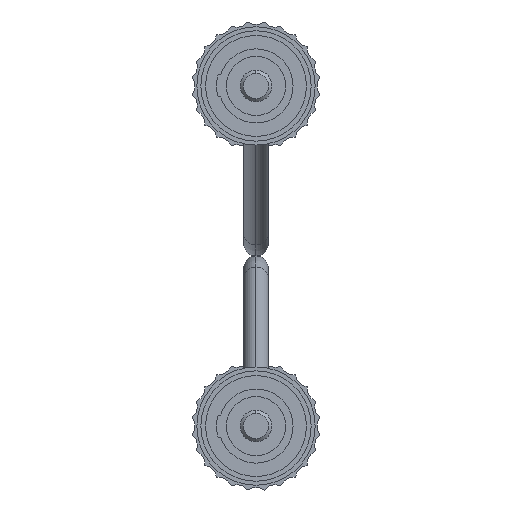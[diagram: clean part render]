
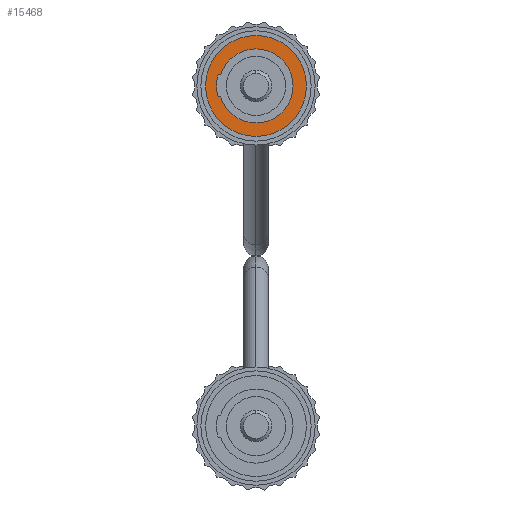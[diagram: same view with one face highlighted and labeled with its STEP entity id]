
A CAD part, left-side view. The second image highlights one B-rep face of the part: STEP entity #15468.
In plain terms, the highlighted face is planar.
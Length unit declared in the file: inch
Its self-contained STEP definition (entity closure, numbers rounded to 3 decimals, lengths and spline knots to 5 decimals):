
#263 = EDGE_CURVE ( 'NONE', #15213, #13134, #1509, .T. ) ;
#271 = DIRECTION ( 'NONE',  ( 0., 1., 0. ) ) ;
#430 = DIRECTION ( 'NONE',  ( -1., 0., 0. ) ) ;
#610 = CARTESIAN_POINT ( 'NONE',  ( 0., 0.185, 0.1175 ) ) ;
#814 = VERTEX_POINT ( 'NONE', #10634 ) ;
#1154 = VERTEX_POINT ( 'NONE', #610 ) ;
#1354 = DIRECTION ( 'NONE',  ( 0., 0., 1. ) ) ;
#1509 = LINE ( 'NONE', #5267, #3999 ) ;
#1672 = DIRECTION ( 'NONE',  ( 0., 0., 1. ) ) ;
#1872 = CARTESIAN_POINT ( 'NONE',  ( 0., 0.185, 0. ) ) ;
#2216 = PLANE ( 'NONE',  #6404 ) ;
#2756 = CARTESIAN_POINT ( 'NONE',  ( 0., 0.185, 0. ) ) ;
#2949 = DIRECTION ( 'NONE',  ( 0., 1., 0. ) ) ;
#2961 = ORIENTED_EDGE ( 'NONE', *, *, #263, .F. ) ;
#3048 = CIRCLE ( 'NONE', #11046, 0.125 ) ;
#3258 = DIRECTION ( 'NONE',  ( 1., 0., 0. ) ) ;
#3265 = ORIENTED_EDGE ( 'NONE', *, *, #16394, .F. ) ;
#3815 = DIRECTION ( 'NONE',  ( 0., 0., 1. ) ) ;
#3999 = VECTOR ( 'NONE', #430, 39.37008 ) ;
#4446 = VECTOR ( 'NONE', #3258, 39.37008 ) ;
#4520 = CARTESIAN_POINT ( 'NONE',  ( -0.11217, 0.185, 0.035 ) ) ;
#4734 = FACE_BOUND ( 'NONE', #6759, .T. ) ;
#4910 = VERTEX_POINT ( 'NONE', #7417 ) ;
#4963 = CIRCLE ( 'NONE', #12662, 0.16 ) ;
#5267 = CARTESIAN_POINT ( 'NONE',  ( -0.11217, 0.185, -0.035 ) ) ;
#5286 = CIRCLE ( 'NONE', #11398, 0.1175 ) ;
#5371 = DIRECTION ( 'NONE',  ( 0., 1., 0. ) ) ;
#6049 = FACE_OUTER_BOUND ( 'NONE', #12681, .T. ) ;
#6098 = ORIENTED_EDGE ( 'NONE', *, *, #15855, .F. ) ;
#6404 = AXIS2_PLACEMENT_3D ( 'NONE', #6529, #2949, #1354 ) ;
#6468 = DIRECTION ( 'NONE',  ( 0., 1., 0. ) ) ;
#6529 = CARTESIAN_POINT ( 'NONE',  ( 0., 0.185, 0. ) ) ;
#6759 = EDGE_LOOP ( 'NONE', ( #2961, #6098, #3265, #8780, #7921, #16527 ) ) ;
#6964 = DIRECTION ( 'NONE',  ( 0., 0., 1. ) ) ;
#7258 = VERTEX_POINT ( 'NONE', #15205 ) ;
#7417 = CARTESIAN_POINT ( 'NONE',  ( -0.11217, 0.185, 0.035 ) ) ;
#7617 = CARTESIAN_POINT ( 'NONE',  ( -0.12, 0.185, -0.035 ) ) ;
#7730 = EDGE_CURVE ( 'NONE', #13134, #8540, #3048, .T. ) ;
#7921 = ORIENTED_EDGE ( 'NONE', *, *, #11142, .F. ) ;
#8116 = CARTESIAN_POINT ( 'NONE',  ( 0., 0.185, 0. ) ) ;
#8502 = EDGE_CURVE ( 'NONE', #4910, #1154, #15071, .T. ) ;
#8540 = VERTEX_POINT ( 'NONE', #15134 ) ;
#8572 = VERTEX_POINT ( 'NONE', #13564 ) ;
#8780 = ORIENTED_EDGE ( 'NONE', *, *, #8502, .F. ) ;
#9045 = DIRECTION ( 'NONE',  ( 0., 1., 0. ) ) ;
#9205 = DIRECTION ( 'NONE',  ( 0., 0., 1. ) ) ;
#9283 = CARTESIAN_POINT ( 'NONE',  ( 0., 0.185, 0. ) ) ;
#9410 = LINE ( 'NONE', #4520, #4446 ) ;
#10103 = AXIS2_PLACEMENT_3D ( 'NONE', #2756, #271, #10434 ) ;
#10313 = CARTESIAN_POINT ( 'NONE',  ( 0., 0.185, 0. ) ) ;
#10434 = DIRECTION ( 'NONE',  ( 0., 0., 1. ) ) ;
#10550 = CARTESIAN_POINT ( 'NONE',  ( -0.11217, 0.185, -0.035 ) ) ;
#10634 = CARTESIAN_POINT ( 'NONE',  ( 0., 0.185, -0.16 ) ) ;
#10751 = EDGE_CURVE ( 'NONE', #8572, #814, #11331, .T. ) ;
#11044 = DIRECTION ( 'NONE',  ( 0., 1., 0. ) ) ;
#11046 = AXIS2_PLACEMENT_3D ( 'NONE', #13057, #9045, #12719 ) ;
#11142 = EDGE_CURVE ( 'NONE', #8540, #4910, #9410, .T. ) ;
#11331 = CIRCLE ( 'NONE', #14824, 0.16 ) ;
#11398 = AXIS2_PLACEMENT_3D ( 'NONE', #1872, #11044, #6964 ) ;
#11696 = CIRCLE ( 'NONE', #10103, 0.1175 ) ;
#11881 = EDGE_CURVE ( 'NONE', #814, #8572, #4963, .T. ) ;
#12662 = AXIS2_PLACEMENT_3D ( 'NONE', #10313, #6468, #3815 ) ;
#12681 = EDGE_LOOP ( 'NONE', ( #13921, #13391 ) ) ;
#12719 = DIRECTION ( 'NONE',  ( 0., 0., 1. ) ) ;
#13057 = CARTESIAN_POINT ( 'NONE',  ( 0., 0.185, 0. ) ) ;
#13134 = VERTEX_POINT ( 'NONE', #7617 ) ;
#13391 = ORIENTED_EDGE ( 'NONE', *, *, #11881, .T. ) ;
#13564 = CARTESIAN_POINT ( 'NONE',  ( 0., 0.185, 0.16 ) ) ;
#13921 = ORIENTED_EDGE ( 'NONE', *, *, #10751, .T. ) ;
#14824 = AXIS2_PLACEMENT_3D ( 'NONE', #8116, #5371, #9205 ) ;
#15071 = CIRCLE ( 'NONE', #15875, 0.1175 ) ;
#15134 = CARTESIAN_POINT ( 'NONE',  ( -0.12, 0.185, 0.035 ) ) ;
#15205 = CARTESIAN_POINT ( 'NONE',  ( 0., 0.185, -0.1175 ) ) ;
#15213 = VERTEX_POINT ( 'NONE', #10550 ) ;
#15468 = ADVANCED_FACE ( 'NONE', ( #6049, #4734 ), #2216, .T. ) ;
#15855 = EDGE_CURVE ( 'NONE', #7258, #15213, #11696, .T. ) ;
#15875 = AXIS2_PLACEMENT_3D ( 'NONE', #9283, #15985, #1672 ) ;
#15985 = DIRECTION ( 'NONE',  ( 0., 1., 0. ) ) ;
#16394 = EDGE_CURVE ( 'NONE', #1154, #7258, #5286, .T. ) ;
#16527 = ORIENTED_EDGE ( 'NONE', *, *, #7730, .F. ) ;
